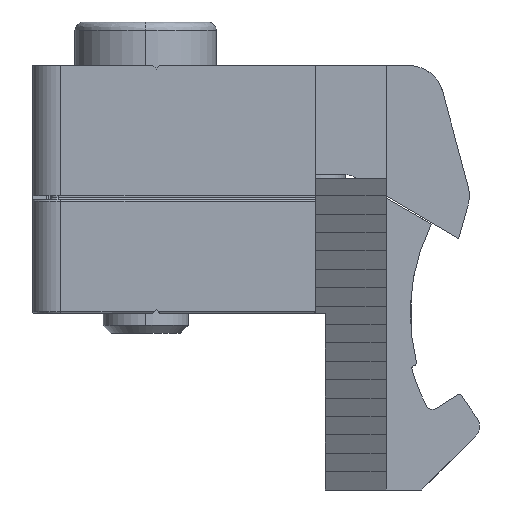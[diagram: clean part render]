
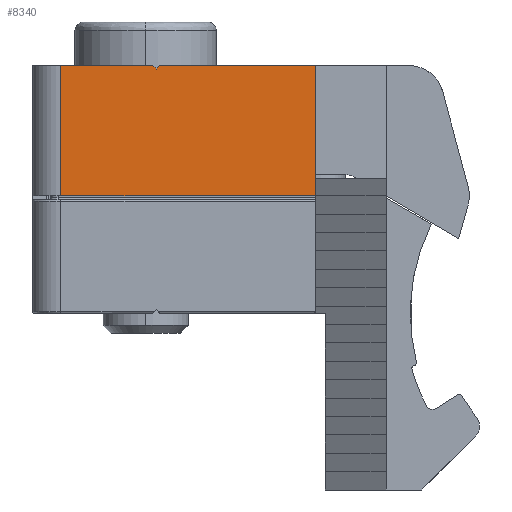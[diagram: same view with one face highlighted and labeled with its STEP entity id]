
A CAD part, left-side view. The second image highlights one B-rep face of the part: STEP entity #8340.
In plain terms, the highlighted planar face has unit normal (-1, 0, 0).
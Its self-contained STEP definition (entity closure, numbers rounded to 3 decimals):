
#93 = CARTESIAN_POINT ( 'NONE',  ( -10., 31.88, 17.5 ) ) ;
#117 = EDGE_CURVE ( 'NONE', #10461, #4437, #7383, .T. ) ;
#168 = LINE ( 'NONE', #9381, #2568 ) ;
#994 = DIRECTION ( 'NONE',  ( 0., 1., 0. ) ) ;
#1249 = ORIENTED_EDGE ( 'NONE', *, *, #2359, .T. ) ;
#1301 = CARTESIAN_POINT ( 'NONE',  ( -10., 32.38, 17.5 ) ) ;
#1518 = CARTESIAN_POINT ( 'NONE',  ( -10., 32.13, 17.25 ) ) ;
#1667 = VERTEX_POINT ( 'NONE', #12701 ) ;
#1685 = CARTESIAN_POINT ( 'NONE',  ( -10., 20.88, 8.3 ) ) ;
#1844 = PLANE ( 'NONE',  #6361 ) ;
#2011 = LINE ( 'NONE', #1685, #10975 ) ;
#2359 = EDGE_CURVE ( 'NONE', #1667, #11429, #3900, .T. ) ;
#2421 = DIRECTION ( 'NONE',  ( 0., 0.707, -0.707 ) ) ;
#2445 = CARTESIAN_POINT ( 'NONE',  ( -10., 31.88, 17.5 ) ) ;
#2568 = VECTOR ( 'NONE', #4868, 1000. ) ;
#3074 = CARTESIAN_POINT ( 'NONE',  ( -10., 20.88, 17.5 ) ) ;
#3178 = DIRECTION ( 'NONE',  ( 0., 0.707, 0.707 ) ) ;
#3619 = ORIENTED_EDGE ( 'NONE', *, *, #10201, .T. ) ;
#3900 = LINE ( 'NONE', #4770, #10840 ) ;
#4058 = CARTESIAN_POINT ( 'NONE',  ( -10., 20.88, 8.3 ) ) ;
#4155 = DIRECTION ( 'NONE',  ( 0., 1., 0. ) ) ;
#4272 = VERTEX_POINT ( 'NONE', #13962 ) ;
#4437 = VERTEX_POINT ( 'NONE', #2445 ) ;
#4532 = CARTESIAN_POINT ( 'NONE',  ( -10., 20.88, 17.5 ) ) ;
#4770 = CARTESIAN_POINT ( 'NONE',  ( -10., 20.88, 8.3 ) ) ;
#4868 = DIRECTION ( 'NONE',  ( 0., 0., -1. ) ) ;
#5200 = CARTESIAN_POINT ( 'NONE',  ( -10., 20.88, 17.5 ) ) ;
#5202 = ORIENTED_EDGE ( 'NONE', *, *, #117, .T. ) ;
#5387 = VERTEX_POINT ( 'NONE', #1518 ) ;
#6122 = VECTOR ( 'NONE', #2421, 1000. ) ;
#6296 = VECTOR ( 'NONE', #3178, 1000. ) ;
#6361 = AXIS2_PLACEMENT_3D ( 'NONE', #6489, #14902, #8959 ) ;
#6489 = CARTESIAN_POINT ( 'NONE',  ( -10., 20.88, 9.8 ) ) ;
#6537 = LINE ( 'NONE', #3074, #10528 ) ;
#6765 = ORIENTED_EDGE ( 'NONE', *, *, #7603, .T. ) ;
#7046 = FACE_OUTER_BOUND ( 'NONE', #11758, .T. ) ;
#7091 = DIRECTION ( 'NONE',  ( 0., -1., 0. ) ) ;
#7383 = LINE ( 'NONE', #5200, #13255 ) ;
#7603 = EDGE_CURVE ( 'NONE', #12000, #4272, #6537, .T. ) ;
#7748 = DIRECTION ( 'NONE',  ( 0., 0., -1. ) ) ;
#7778 = CARTESIAN_POINT ( 'NONE',  ( -10., 32.13, 17.25 ) ) ;
#8199 = ORIENTED_EDGE ( 'NONE', *, *, #11097, .T. ) ;
#8340 = ADVANCED_FACE ( 'NONE', ( #7046 ), #1844, .T. ) ;
#8465 = LINE ( 'NONE', #93, #6122 ) ;
#8959 = DIRECTION ( 'NONE',  ( 0., -1., 0. ) ) ;
#9381 = CARTESIAN_POINT ( 'NONE',  ( -10., 38.88, 9.8 ) ) ;
#9809 = EDGE_CURVE ( 'NONE', #4437, #5387, #8465, .T. ) ;
#9926 = LINE ( 'NONE', #7778, #6296 ) ;
#10201 = EDGE_CURVE ( 'NONE', #5387, #12000, #9926, .T. ) ;
#10461 = VERTEX_POINT ( 'NONE', #4532 ) ;
#10528 = VECTOR ( 'NONE', #994, 1000. ) ;
#10840 = VECTOR ( 'NONE', #7091, 1000. ) ;
#10975 = VECTOR ( 'NONE', #7748, 1000. ) ;
#11097 = EDGE_CURVE ( 'NONE', #4272, #1667, #168, .T. ) ;
#11181 = ORIENTED_EDGE ( 'NONE', *, *, #11387, .F. ) ;
#11387 = EDGE_CURVE ( 'NONE', #10461, #11429, #2011, .T. ) ;
#11429 = VERTEX_POINT ( 'NONE', #4058 ) ;
#11758 = EDGE_LOOP ( 'NONE', ( #1249, #11181, #5202, #14840, #3619, #6765, #8199 ) ) ;
#12000 = VERTEX_POINT ( 'NONE', #1301 ) ;
#12701 = CARTESIAN_POINT ( 'NONE',  ( -10., 38.88, 8.3 ) ) ;
#13255 = VECTOR ( 'NONE', #4155, 1000. ) ;
#13962 = CARTESIAN_POINT ( 'NONE',  ( -10., 38.88, 17.5 ) ) ;
#14840 = ORIENTED_EDGE ( 'NONE', *, *, #9809, .T. ) ;
#14902 = DIRECTION ( 'NONE',  ( -1., 0., 0. ) ) ;
